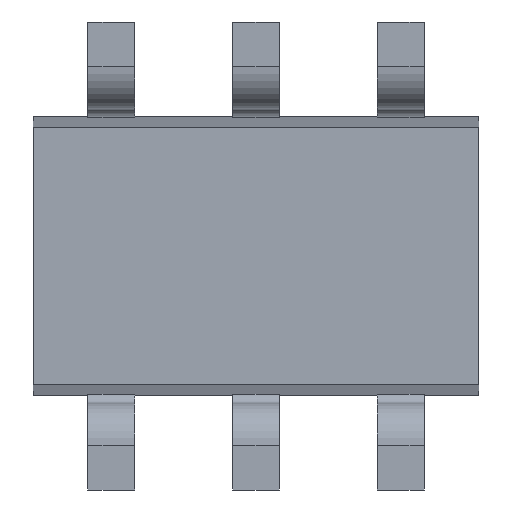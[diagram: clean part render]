
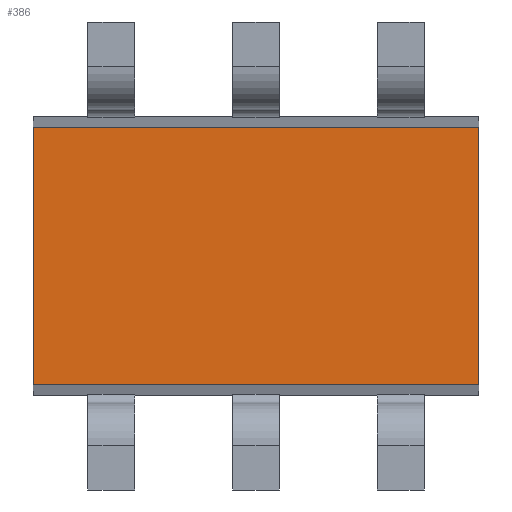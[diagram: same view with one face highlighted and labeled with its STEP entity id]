
A CAD part, front view. The second image highlights one B-rep face of the part: STEP entity #386.
In plain terms, the highlighted planar face has unit normal (0, -1, 0).
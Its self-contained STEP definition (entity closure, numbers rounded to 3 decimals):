
#16 = VERTEX_POINT ( 'NONE', #572 ) ;
#71 = PLANE ( 'NONE',  #2289 ) ;
#130 = EDGE_CURVE ( 'NONE', #2197, #16, #2318, .T. ) ;
#243 = VECTOR ( 'NONE', #2273, 1000. ) ;
#274 = LINE ( 'NONE', #615, #243 ) ;
#367 = CARTESIAN_POINT ( 'NONE',  ( 1., 0., 0.577 ) ) ;
#386 = ADVANCED_FACE ( 'NONE', ( #1859 ), #71, .F. ) ;
#403 = ORIENTED_EDGE ( 'NONE', *, *, #130, .T. ) ;
#497 = VECTOR ( 'NONE', #532, 1000. ) ;
#532 = DIRECTION ( 'NONE',  ( 0., 0., -1. ) ) ;
#572 = CARTESIAN_POINT ( 'NONE',  ( -1., 0., 0.577 ) ) ;
#615 = CARTESIAN_POINT ( 'NONE',  ( 1., 0., 0. ) ) ;
#733 = EDGE_LOOP ( 'NONE', ( #835, #1839, #1715, #403 ) ) ;
#816 = CARTESIAN_POINT ( 'NONE',  ( 1., 0., -0.577 ) ) ;
#828 = LINE ( 'NONE', #974, #497 ) ;
#835 = ORIENTED_EDGE ( 'NONE', *, *, #1437, .T. ) ;
#956 = CARTESIAN_POINT ( 'NONE',  ( 1., 0., 0. ) ) ;
#974 = CARTESIAN_POINT ( 'NONE',  ( -1., 0., 0. ) ) ;
#1065 = VERTEX_POINT ( 'NONE', #816 ) ;
#1337 = DIRECTION ( 'NONE',  ( -1., 0., 0. ) ) ;
#1437 = EDGE_CURVE ( 'NONE', #16, #1631, #828, .T. ) ;
#1594 = DIRECTION ( 'NONE',  ( 0., 1., 0. ) ) ;
#1631 = VERTEX_POINT ( 'NONE', #2444 ) ;
#1649 = CARTESIAN_POINT ( 'NONE',  ( 1., 0., 0.577 ) ) ;
#1714 = EDGE_CURVE ( 'NONE', #2197, #1065, #274, .T. ) ;
#1715 = ORIENTED_EDGE ( 'NONE', *, *, #1714, .F. ) ;
#1758 = CARTESIAN_POINT ( 'NONE',  ( 1., 0., -0.577 ) ) ;
#1839 = ORIENTED_EDGE ( 'NONE', *, *, #1938, .F. ) ;
#1859 = FACE_OUTER_BOUND ( 'NONE', #733, .T. ) ;
#1938 = EDGE_CURVE ( 'NONE', #1065, #1631, #2158, .T. ) ;
#2095 = VECTOR ( 'NONE', #1337, 1000. ) ;
#2158 = LINE ( 'NONE', #1758, #2095 ) ;
#2197 = VERTEX_POINT ( 'NONE', #1649 ) ;
#2273 = DIRECTION ( 'NONE',  ( 0., 0., -1. ) ) ;
#2289 = AXIS2_PLACEMENT_3D ( 'NONE', #956, #1594, #2564 ) ;
#2318 = LINE ( 'NONE', #367, #2449 ) ;
#2444 = CARTESIAN_POINT ( 'NONE',  ( -1., 0., -0.577 ) ) ;
#2449 = VECTOR ( 'NONE', #2618, 1000. ) ;
#2564 = DIRECTION ( 'NONE',  ( 0., 0., 1. ) ) ;
#2618 = DIRECTION ( 'NONE',  ( -1., 0., 0. ) ) ;
